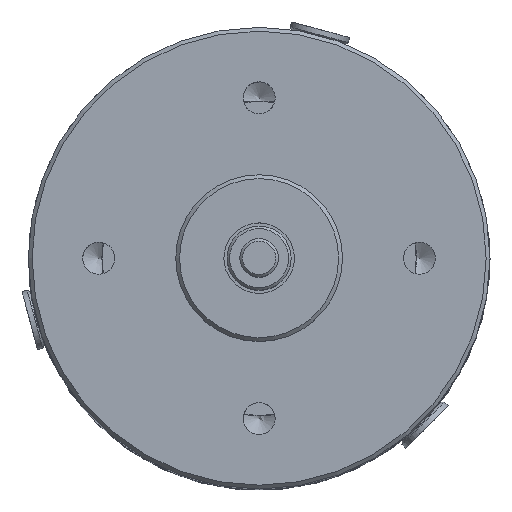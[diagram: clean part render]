
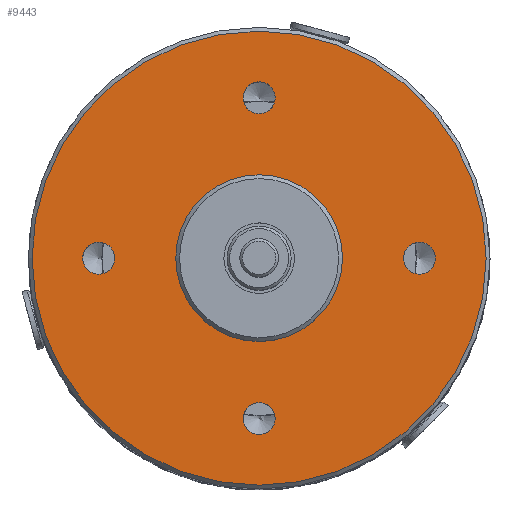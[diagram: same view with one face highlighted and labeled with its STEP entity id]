
A CAD part, top view. The second image highlights one B-rep face of the part: STEP entity #9443.
In plain terms, the highlighted planar face has unit normal (0, 0, 1).
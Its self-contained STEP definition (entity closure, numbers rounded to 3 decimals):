
#147 = EDGE_LOOP ( 'NONE', ( #13677 ) ) ;
#279 = EDGE_CURVE ( 'NONE', #14682, #14682, #11969, .T. ) ;
#885 = DIRECTION ( 'NONE',  ( -1., 0., 0. ) ) ;
#1018 = EDGE_LOOP ( 'NONE', ( #14766 ) ) ;
#1861 = VERTEX_POINT ( 'NONE', #13170 ) ;
#2151 = DIRECTION ( 'NONE',  ( 1., 0., 0. ) ) ;
#2182 = EDGE_LOOP ( 'NONE', ( #10870 ) ) ;
#2690 = CARTESIAN_POINT ( 'NONE',  ( 0., 0., 9.5 ) ) ;
#3513 = EDGE_CURVE ( 'NONE', #15924, #15924, #12820, .T. ) ;
#3516 = CIRCLE ( 'NONE', #12282, 1.25 ) ;
#3688 = EDGE_CURVE ( 'NONE', #7891, #7891, #14167, .T. ) ;
#3953 = DIRECTION ( 'NONE',  ( 0., 0., 1. ) ) ;
#3987 = ORIENTED_EDGE ( 'NONE', *, *, #3688, .F. ) ;
#4044 = CARTESIAN_POINT ( 'NONE',  ( 0., 0., 9.5 ) ) ;
#4689 = CARTESIAN_POINT ( 'NONE',  ( 1.25, 12.5, 9.5 ) ) ;
#4970 = EDGE_LOOP ( 'NONE', ( #14033 ) ) ;
#5038 = FACE_OUTER_BOUND ( 'NONE', #147, .T. ) ;
#5056 = DIRECTION ( 'NONE',  ( 0., 0., 1. ) ) ;
#5219 = DIRECTION ( 'NONE',  ( 0., 0., 1. ) ) ;
#5381 = CARTESIAN_POINT ( 'NONE',  ( 0., -12.5, 9.5 ) ) ;
#5574 = DIRECTION ( 'NONE',  ( 1., 0., 0. ) ) ;
#6473 = EDGE_CURVE ( 'NONE', #1861, #1861, #3516, .T. ) ;
#6789 = DIRECTION ( 'NONE',  ( 0., 0., 1. ) ) ;
#7239 = CARTESIAN_POINT ( 'NONE',  ( 1.25, -12.5, 9.5 ) ) ;
#7347 = ORIENTED_EDGE ( 'NONE', *, *, #279, .F. ) ;
#7670 = DIRECTION ( 'NONE',  ( 0., 0., 1. ) ) ;
#7891 = VERTEX_POINT ( 'NONE', #4689 ) ;
#8087 = AXIS2_PLACEMENT_3D ( 'NONE', #10197, #6789, #2151 ) ;
#8127 = CARTESIAN_POINT ( 'NONE',  ( 6.5, 0., 9.5 ) ) ;
#8345 = DIRECTION ( 'NONE',  ( 0., 0., -1. ) ) ;
#8433 = VERTEX_POINT ( 'NONE', #14870 ) ;
#8827 = AXIS2_PLACEMENT_3D ( 'NONE', #4044, #3953, #885 ) ;
#8852 = AXIS2_PLACEMENT_3D ( 'NONE', #14376, #8345, #11198 ) ;
#8926 = AXIS2_PLACEMENT_3D ( 'NONE', #2690, #7670, #19404 ) ;
#9443 = ADVANCED_FACE ( 'NONE', ( #9631, #9519, #17856, #5038, #19542, #12896 ), #17645, .F. ) ;
#9519 = FACE_BOUND ( 'NONE', #2182, .T. ) ;
#9631 = FACE_BOUND ( 'NONE', #11147, .T. ) ;
#10197 = CARTESIAN_POINT ( 'NONE',  ( 0., 12.5, 9.5 ) ) ;
#10789 = AXIS2_PLACEMENT_3D ( 'NONE', #16877, #13719, #5574 ) ;
#10870 = ORIENTED_EDGE ( 'NONE', *, *, #6473, .F. ) ;
#11147 = EDGE_LOOP ( 'NONE', ( #3987 ) ) ;
#11198 = DIRECTION ( 'NONE',  ( -1., 0., 0. ) ) ;
#11522 = EDGE_CURVE ( 'NONE', #16841, #16841, #20579, .T. ) ;
#11550 = EDGE_LOOP ( 'NONE', ( #7347 ) ) ;
#11645 = DIRECTION ( 'NONE',  ( 1., 0., 0. ) ) ;
#11969 = CIRCLE ( 'NONE', #8926, 6.5 ) ;
#12282 = AXIS2_PLACEMENT_3D ( 'NONE', #13577, #5219, #15064 ) ;
#12820 = CIRCLE ( 'NONE', #10789, 1.25 ) ;
#12896 = FACE_BOUND ( 'NONE', #1018, .T. ) ;
#13170 = CARTESIAN_POINT ( 'NONE',  ( -11.25, 0., 9.5 ) ) ;
#13577 = CARTESIAN_POINT ( 'NONE',  ( -12.5, 0., 9.5 ) ) ;
#13677 = ORIENTED_EDGE ( 'NONE', *, *, #18883, .T. ) ;
#13719 = DIRECTION ( 'NONE',  ( 0., 0., 1. ) ) ;
#14016 = CARTESIAN_POINT ( 'NONE',  ( 13.75, 0., 9.5 ) ) ;
#14033 = ORIENTED_EDGE ( 'NONE', *, *, #11522, .F. ) ;
#14167 = CIRCLE ( 'NONE', #8087, 1.25 ) ;
#14171 = AXIS2_PLACEMENT_3D ( 'NONE', #5381, #5056, #11645 ) ;
#14376 = CARTESIAN_POINT ( 'NONE',  ( 0., 18., 9.5 ) ) ;
#14682 = VERTEX_POINT ( 'NONE', #8127 ) ;
#14766 = ORIENTED_EDGE ( 'NONE', *, *, #3513, .F. ) ;
#14870 = CARTESIAN_POINT ( 'NONE',  ( -17.7, 0., 9.5 ) ) ;
#15064 = DIRECTION ( 'NONE',  ( 1., 0., 0. ) ) ;
#15924 = VERTEX_POINT ( 'NONE', #14016 ) ;
#16841 = VERTEX_POINT ( 'NONE', #7239 ) ;
#16877 = CARTESIAN_POINT ( 'NONE',  ( 12.5, 0., 9.5 ) ) ;
#16917 = CIRCLE ( 'NONE', #8827, 17.7 ) ;
#17645 = PLANE ( 'NONE',  #8852 ) ;
#17856 = FACE_BOUND ( 'NONE', #4970, .T. ) ;
#18883 = EDGE_CURVE ( 'NONE', #8433, #8433, #16917, .T. ) ;
#19404 = DIRECTION ( 'NONE',  ( 1., 0., 0. ) ) ;
#19542 = FACE_BOUND ( 'NONE', #11550, .T. ) ;
#20579 = CIRCLE ( 'NONE', #14171, 1.25 ) ;
